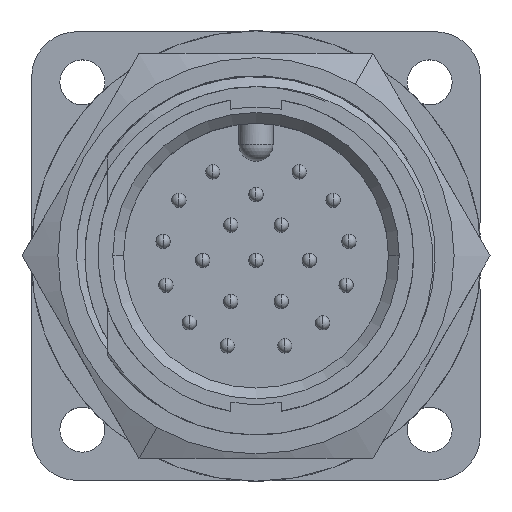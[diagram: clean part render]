
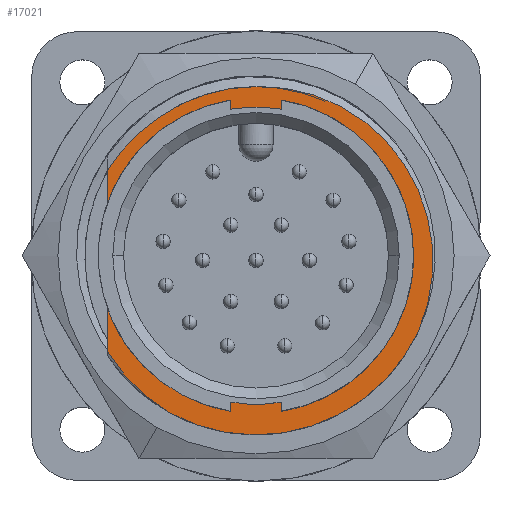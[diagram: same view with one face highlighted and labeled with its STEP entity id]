
A CAD part, top view. The second image highlights one B-rep face of the part: STEP entity #17021.
In plain terms, the highlighted planar face has unit normal (0, 0, 1).
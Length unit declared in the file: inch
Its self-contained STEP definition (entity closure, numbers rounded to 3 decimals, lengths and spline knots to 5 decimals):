
#228 = CARTESIAN_POINT ( 'NONE',  ( -0.37499, 0.29121, -0.168 ) ) ;
#235 = EDGE_CURVE ( 'NONE', #15953, #1348, #7080, .T. ) ;
#306 = CARTESIAN_POINT ( 'NONE',  ( 0.10105, 0.46189, -0.168 ) ) ;
#357 = CARTESIAN_POINT ( 'NONE',  ( 0.43354, 0.22039, -0.168 ) ) ;
#422 = CARTESIAN_POINT ( 'NONE',  ( 0., 0., -0.168 ) ) ;
#455 = VERTEX_POINT ( 'NONE', #17214 ) ;
#1050 = EDGE_CURVE ( 'NONE', #455, #2473, #15406, .T. ) ;
#1348 = VERTEX_POINT ( 'NONE', #3092 ) ;
#1621 = PLANE ( 'NONE',  #2998 ) ;
#1677 = CARTESIAN_POINT ( 'NONE',  ( 0.15952, 0.44699, -0.168 ) ) ;
#1738 = CARTESIAN_POINT ( 'NONE',  ( 0.47107, 0.12692, -0.168 ) ) ;
#1799 = DIRECTION ( 'NONE',  ( 1., 0., 0. ) ) ;
#2473 = VERTEX_POINT ( 'NONE', #10917 ) ;
#2690 = B_SPLINE_CURVE_WITH_KNOTS ( 'NONE', 3,
 ( #11026, #9647, #228, #2972, #12364, #4316 ),
 .UNSPECIFIED., .F., .F.,
 ( 4, 2, 4 ),
 ( 0.01969, 0.02227, 0.02485 ),
 .UNSPECIFIED. ) ;
#2783 = AXIS2_PLACEMENT_3D ( 'NONE', #4191, #13613, #5546 ) ;
#2865 = EDGE_CURVE ( 'NONE', #2473, #455, #5252, .T. ) ;
#2910 = AXIS2_PLACEMENT_3D ( 'NONE', #15233, #7141, #16625 ) ;
#2972 = CARTESIAN_POINT ( 'NONE',  ( -0.32819, 0.34036, -0.168 ) ) ;
#2992 = CARTESIAN_POINT ( 'NONE',  ( 0., 0.46955, -0.168 ) ) ;
#2998 = AXIS2_PLACEMENT_3D ( 'NONE', #2992, #4331, #13748 ) ;
#3053 = CARTESIAN_POINT ( 'NONE',  ( 0.21598, 0.42466, -0.168 ) ) ;
#3092 = CARTESIAN_POINT ( 'NONE',  ( -0.41272, -0.26477, -0.168 ) ) ;
#3105 = CARTESIAN_POINT ( 'NONE',  ( 0.48493, 0.06763, -0.168 ) ) ;
#3376 = CARTESIAN_POINT ( 'NONE',  ( -0.30697, -0.38872, -0.168 ) ) ;
#3558 = CARTESIAN_POINT ( 'NONE',  ( -0.41272, 0.6225, -0.168 ) ) ;
#4191 = CARTESIAN_POINT ( 'NONE',  ( 0., 0., -0.168 ) ) ;
#4316 = CARTESIAN_POINT ( 'NONE',  ( -0.27426, 0.38113, -0.168 ) ) ;
#4331 = DIRECTION ( 'NONE',  ( 0., 0., -1. ) ) ;
#4362 = EDGE_LOOP ( 'NONE', ( #11201, #12110 ) ) ;
#4390 = CARTESIAN_POINT ( 'NONE',  ( 0.26929, 0.39526, -0.168 ) ) ;
#4449 = CARTESIAN_POINT ( 'NONE',  ( 0.49306, -0.01286, -0.168 ) ) ;
#4566 = DIRECTION ( 'NONE',  ( 0., 0., 1. ) ) ;
#4653 = CARTESIAN_POINT ( 'NONE',  ( -0.27438, -0.41381, -0.168 ) ) ;
#4714 = CARTESIAN_POINT ( 'NONE',  ( -0.35145, -0.34653, -0.168 ) ) ;
#4784 = ORIENTED_EDGE ( 'NONE', *, *, #5008, .T. ) ;
#5008 = EDGE_CURVE ( 'NONE', #15953, #5736, #13632, .T. ) ;
#5069 = EDGE_CURVE ( 'NONE', #8577, #16555, #13219, .T. ) ;
#5252 = CIRCLE ( 'NONE', #2910, 0.4125 ) ;
#5546 = DIRECTION ( 'NONE',  ( 1., 0., 0. ) ) ;
#5677 = CARTESIAN_POINT ( 'NONE',  ( 0., 0.46955, -0.168 ) ) ;
#5696 = EDGE_LOOP ( 'NONE', ( #5940, #11451, #4784, #13352, #13777, #10930 ) ) ;
#5736 = VERTEX_POINT ( 'NONE', #12811 ) ;
#5746 = CARTESIAN_POINT ( 'NONE',  ( 0.31826, 0.35941, -0.168 ) ) ;
#5802 = CARTESIAN_POINT ( 'NONE',  ( 0.48187, -0.11288, -0.168 ) ) ;
#5940 = ORIENTED_EDGE ( 'NONE', *, *, #8479, .T. ) ;
#6027 = CARTESIAN_POINT ( 'NONE',  ( -0.25736, -0.4253, -0.168 ) ) ;
#6084 = CARTESIAN_POINT ( 'NONE',  ( -0.39036, -0.29925, -0.168 ) ) ;
#7080 = B_SPLINE_CURVE_WITH_KNOTS ( 'NONE', 3,
 ( #11421, #6027, #4653, #3376, #12773, #4714, #14133, #6084, #15532, #7424 ),
 .UNSPECIFIED., .F., .F.,
 ( 4, 2, 2, 2, 4 ),
 ( 0., 0.00157, 0.00313, 0.0047, 0.00626 ),
 .UNSPECIFIED. ) ;
#7091 = CARTESIAN_POINT ( 'NONE',  ( 0.36194, 0.31804, -0.168 ) ) ;
#7141 = DIRECTION ( 'NONE',  ( 0., 0., 1. ) ) ;
#7150 = CARTESIAN_POINT ( 'NONE',  ( 0.46602, -0.17157, -0.168 ) ) ;
#7424 = CARTESIAN_POINT ( 'NONE',  ( -0.41272, -0.26477, -0.168 ) ) ;
#8382 = CARTESIAN_POINT ( 'NONE',  ( 0.08102, 0.46523, -0.168 ) ) ;
#8439 = CARTESIAN_POINT ( 'NONE',  ( 0.40039, 0.27104, -0.168 ) ) ;
#8479 = EDGE_CURVE ( 'NONE', #13309, #1348, #11282, .T. ) ;
#8499 = CARTESIAN_POINT ( 'NONE',  ( 0.45109, -0.20928, -0.168 ) ) ;
#8577 = VERTEX_POINT ( 'NONE', #16045 ) ;
#9088 = CARTESIAN_POINT ( 'NONE',  ( -0.23961, -0.43574, -0.168 ) ) ;
#9647 = CARTESIAN_POINT ( 'NONE',  ( -0.39535, 0.26451, -0.168 ) ) ;
#9721 = CARTESIAN_POINT ( 'NONE',  ( 0.14026, 0.45277, -0.168 ) ) ;
#9781 = CARTESIAN_POINT ( 'NONE',  ( 0.4512, 0.18435, -0.168 ) ) ;
#9841 = DIRECTION ( 'NONE',  ( 0., 0., 1. ) ) ;
#10424 = VECTOR ( 'NONE', #11590, 39.37008 ) ;
#10717 = EDGE_CURVE ( 'NONE', #13309, #16555, #2690, .T. ) ;
#10807 = AXIS2_PLACEMENT_3D ( 'NONE', #422, #9841, #1799 ) ;
#10917 = CARTESIAN_POINT ( 'NONE',  ( -0.4125, 0., -0.168 ) ) ;
#10930 = ORIENTED_EDGE ( 'NONE', *, *, #10717, .F. ) ;
#11026 = CARTESIAN_POINT ( 'NONE',  ( -0.41272, 0.23589, -0.168 ) ) ;
#11103 = CARTESIAN_POINT ( 'NONE',  ( 0.19734, 0.43296, -0.168 ) ) ;
#11153 = CARTESIAN_POINT ( 'NONE',  ( 0.47652, 0.10729, -0.168 ) ) ;
#11201 = ORIENTED_EDGE ( 'NONE', *, *, #1050, .F. ) ;
#11282 = LINE ( 'NONE', #3558, #10424 ) ;
#11421 = CARTESIAN_POINT ( 'NONE',  ( -0.23961, -0.43574, -0.168 ) ) ;
#11451 = ORIENTED_EDGE ( 'NONE', *, *, #235, .F. ) ;
#11590 = DIRECTION ( 'NONE',  ( 0., -1., 0. ) ) ;
#12110 = ORIENTED_EDGE ( 'NONE', *, *, #2865, .F. ) ;
#12364 = CARTESIAN_POINT ( 'NONE',  ( -0.30242, 0.36215, -0.168 ) ) ;
#12407 = FACE_BOUND ( 'NONE', #4362, .T. ) ;
#12438 = CARTESIAN_POINT ( 'NONE',  ( 0.25191, 0.40583, -0.168 ) ) ;
#12495 = CARTESIAN_POINT ( 'NONE',  ( 0.48792, 0.04743, -0.168 ) ) ;
#12600 = AXIS2_PLACEMENT_3D ( 'NONE', #12615, #4566, #13984 ) ;
#12615 = CARTESIAN_POINT ( 'NONE',  ( 0., 0., -0.168 ) ) ;
#12773 = CARTESIAN_POINT ( 'NONE',  ( -0.32245, -0.3752, -0.168 ) ) ;
#12811 = CARTESIAN_POINT ( 'NONE',  ( 0.45109, -0.20928, -0.168 ) ) ;
#13219 = CIRCLE ( 'NONE', #12600, 0.46955 ) ;
#13309 = VERTEX_POINT ( 'NONE', #14632 ) ;
#13324 = CARTESIAN_POINT ( 'NONE',  ( -0.27426, 0.38113, -0.168 ) ) ;
#13352 = ORIENTED_EDGE ( 'NONE', *, *, #14214, .F. ) ;
#13613 = DIRECTION ( 'NONE',  ( 0., 0., 1. ) ) ;
#13632 = CIRCLE ( 'NONE', #10807, 0.49728 ) ;
#13748 = DIRECTION ( 'NONE',  ( -1., 0., 0. ) ) ;
#13750 = CARTESIAN_POINT ( 'NONE',  ( 0.02033, 0.47009, -0.168 ) ) ;
#13777 = ORIENTED_EDGE ( 'NONE', *, *, #5069, .T. ) ;
#13809 = CARTESIAN_POINT ( 'NONE',  ( 0.30254, 0.37199, -0.168 ) ) ;
#13860 = CARTESIAN_POINT ( 'NONE',  ( 0.49157, -0.05294, -0.168 ) ) ;
#13984 = DIRECTION ( 'NONE',  ( 1., 0., 0. ) ) ;
#14133 = CARTESIAN_POINT ( 'NONE',  ( -0.36504, -0.33134, -0.168 ) ) ;
#14214 = EDGE_CURVE ( 'NONE', #8577, #5736, #15443, .T. ) ;
#14632 = CARTESIAN_POINT ( 'NONE',  ( -0.41272, 0.23589, -0.168 ) ) ;
#15176 = CARTESIAN_POINT ( 'NONE',  ( 0.34796, 0.33244, -0.168 ) ) ;
#15233 = CARTESIAN_POINT ( 'NONE',  ( 0., 0., -0.168 ) ) ;
#15247 = CARTESIAN_POINT ( 'NONE',  ( 0.47737, -0.13276, -0.168 ) ) ;
#15406 = CIRCLE ( 'NONE', #2783, 0.4125 ) ;
#15443 = B_SPLINE_CURVE_WITH_KNOTS ( 'NONE', 3,
 ( #5677, #13750, #16509, #8382, #306, #9721, #1677, #11103, #3053, #12438, #4390, #13809, #5746, #15176, #7091, #16574, #8439, #357, #9781, #1738, #11153, #3105, #12495, #4449, #13860, #5802, #15247, #7150, #16634, #8499 ),
 .UNSPECIFIED., .F., .F.,
 ( 4, 2, 2, 2, 2, 2, 2, 2, 2, 2, 2, 2, 2, 2, 4 ),
 ( 0., 0.00155, 0.00309, 0.00464, 0.00618, 0.00773, 0.00927, 0.01082, 0.01237, 0.01546, 0.017, 0.01855, 0.02164, 0.02318, 0.02473 ),
 .UNSPECIFIED. ) ;
#15532 = CARTESIAN_POINT ( 'NONE',  ( -0.40215, -0.28225, -0.168 ) ) ;
#15953 = VERTEX_POINT ( 'NONE', #9088 ) ;
#16045 = CARTESIAN_POINT ( 'NONE',  ( 0., 0.46955, -0.168 ) ) ;
#16049 = FACE_OUTER_BOUND ( 'NONE', #5696, .T. ) ;
#16509 = CARTESIAN_POINT ( 'NONE',  ( 0.04061, 0.46933, -0.168 ) ) ;
#16555 = VERTEX_POINT ( 'NONE', #13324 ) ;
#16574 = CARTESIAN_POINT ( 'NONE',  ( 0.38812, 0.2874, -0.168 ) ) ;
#16625 = DIRECTION ( 'NONE',  ( 1., 0., 0. ) ) ;
#16634 = CARTESIAN_POINT ( 'NONE',  ( 0.45916, -0.19061, -0.168 ) ) ;
#17021 = ADVANCED_FACE ( 'NONE', ( #12407, #16049 ), #1621, .F. ) ;
#17214 = CARTESIAN_POINT ( 'NONE',  ( 0.4125, 0., -0.168 ) ) ;
